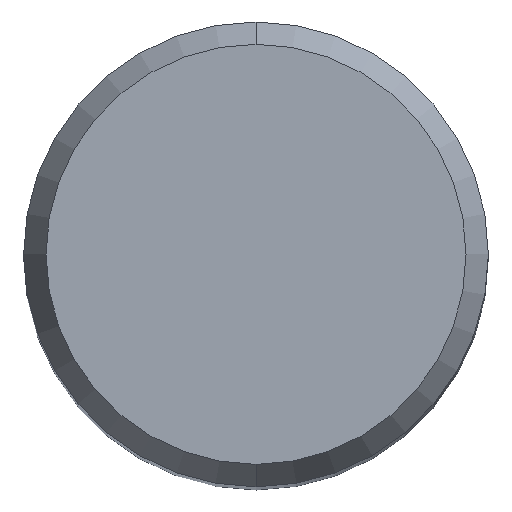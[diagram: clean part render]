
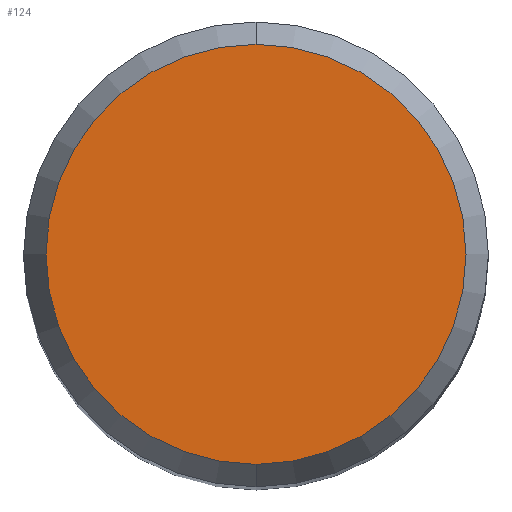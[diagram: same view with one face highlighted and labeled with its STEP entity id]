
A CAD part, top view. The second image highlights one B-rep face of the part: STEP entity #124.
In plain terms, the highlighted planar face has unit normal (0, 0, 1).
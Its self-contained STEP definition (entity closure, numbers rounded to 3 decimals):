
#124=ADVANCED_FACE('',(#265),#266,.T.);
#134=VERTEX_POINT('',#276);
#144=EDGE_CURVE('',#134,#208,#287,.T.);
#178=EDGE_CURVE('',#208,#134,#324,.T.);
#208=VERTEX_POINT('',#361);
#265=FACE_OUTER_BOUND('',#419,.T.);
#266=PLANE('',#420);
#276=CARTESIAN_POINT('',(0.,-4.304,0.01));
#287=CIRCLE('',#446,4.304);
#324=CIRCLE('',#493,4.304);
#361=CARTESIAN_POINT('',(0.0,4.304,0.01));
#419=EDGE_LOOP('',(#587,#588));
#420=AXIS2_PLACEMENT_3D('',#589,#590,#591);
#446=AXIS2_PLACEMENT_3D('',#609,#610,#611);
#493=AXIS2_PLACEMENT_3D('',#650,#651,#652);
#587=ORIENTED_EDGE('',*,*,#178,.F.);
#588=ORIENTED_EDGE('',*,*,#144,.F.);
#589=CARTESIAN_POINT('',(0.0,2.152,0.01));
#590=DIRECTION('',(-0.0,0.0,1.0));
#591=DIRECTION('',(0.0,-1.0,0.0));
#609=CARTESIAN_POINT('',(0.0,0.0,0.01));
#610=DIRECTION('',(0.0,0.0,-1.0));
#611=DIRECTION('',(0.0,1.0,0.0));
#650=CARTESIAN_POINT('',(0.0,0.0,0.01));
#651=DIRECTION('',(0.0,0.0,-1.0));
#652=DIRECTION('',(0.0,1.0,0.0));
